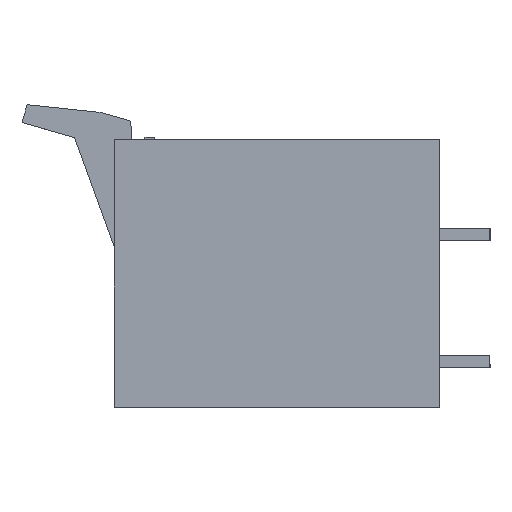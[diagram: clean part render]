
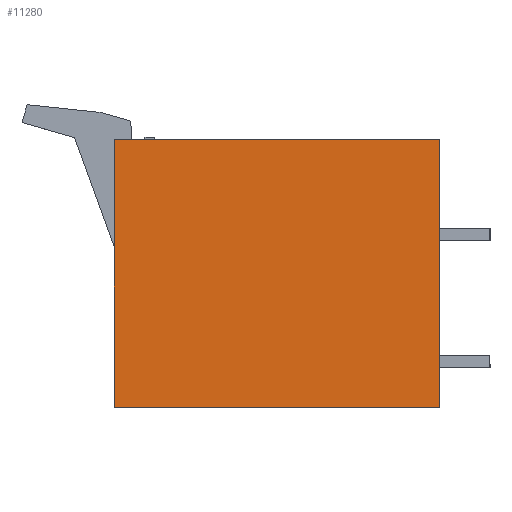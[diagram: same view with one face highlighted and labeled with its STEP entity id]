
A CAD part, left-side view. The second image highlights one B-rep face of the part: STEP entity #11280.
In plain terms, the highlighted planar face has unit normal (-1, 0, 0).
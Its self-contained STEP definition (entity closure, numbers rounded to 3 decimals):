
#11244=AXIS2_PLACEMENT_3D('Plane Axis2P3D',#11241,#11242,#11243) ;
#11241=CARTESIAN_POINT('Axis2P3D Location',(0.,0.,0.)) ;
#11246=CARTESIAN_POINT('Line Origine',(0.,5.,13.225)) ;
#11250=CARTESIAN_POINT('Vertex',(0.,5.,0.)) ;
#11252=CARTESIAN_POINT('Vertex',(0.,5.,26.45)) ;
#11255=CARTESIAN_POINT('Line Origine',(0.,21.065,26.45)) ;
#11259=CARTESIAN_POINT('Vertex',(0.,37.13,26.45)) ;
#11262=CARTESIAN_POINT('Line Origine',(0.,37.13,13.225)) ;
#11266=CARTESIAN_POINT('Vertex',(0.,37.13,0.)) ;
#11269=CARTESIAN_POINT('Line Origine',(0.,21.065,0.)) ;
#11242=DIRECTION('Axis2P3D Direction',(-1.,0.,0.)) ;
#11243=DIRECTION('Axis2P3D XDirection',(0.,-1.,0.)) ;
#11247=DIRECTION('Vector Direction',(0.,0.,1.)) ;
#11256=DIRECTION('Vector Direction',(0.,1.,0.)) ;
#11263=DIRECTION('Vector Direction',(0.,0.,-1.)) ;
#11270=DIRECTION('Vector Direction',(0.,-1.,0.)) ;
#11248=VECTOR('Line Direction',#11247,1.) ;
#11257=VECTOR('Line Direction',#11256,1.) ;
#11264=VECTOR('Line Direction',#11263,1.) ;
#11271=VECTOR('Line Direction',#11270,1.) ;
#11275=ORIENTED_EDGE('',*,*,#11254,.T.) ;
#11276=ORIENTED_EDGE('',*,*,#11261,.T.) ;
#11277=ORIENTED_EDGE('',*,*,#11268,.T.) ;
#11278=ORIENTED_EDGE('',*,*,#11273,.T.) ;
#11280=ADVANCED_FACE('HOUSING',(#11279),#11245,.T.) ;
#11254=EDGE_CURVE('',#11251,#11253,#11249,.T.) ;
#11261=EDGE_CURVE('',#11253,#11260,#11258,.T.) ;
#11268=EDGE_CURVE('',#11260,#11267,#11265,.T.) ;
#11273=EDGE_CURVE('',#11267,#11251,#11272,.T.) ;
#11274=EDGE_LOOP('',(#11275,#11276,#11277,#11278)) ;
#11279=FACE_OUTER_BOUND('',#11274,.T.) ;
#11249=LINE('Line',#11246,#11248) ;
#11258=LINE('Line',#11255,#11257) ;
#11265=LINE('Line',#11262,#11264) ;
#11272=LINE('Line',#11269,#11271) ;
#11245=PLANE('',#11244) ;
#11251=VERTEX_POINT('',#11250) ;
#11253=VERTEX_POINT('',#11252) ;
#11260=VERTEX_POINT('',#11259) ;
#11267=VERTEX_POINT('',#11266) ;
